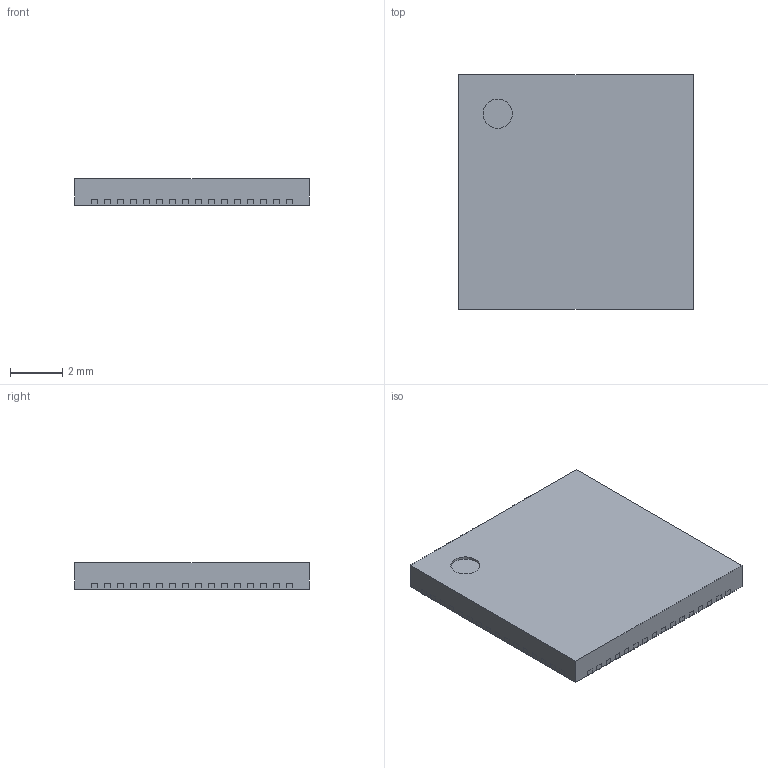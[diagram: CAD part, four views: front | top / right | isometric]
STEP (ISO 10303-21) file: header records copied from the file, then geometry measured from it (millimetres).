
FILE_DESCRIPTION(('Open CASCADE Model'),'2;1');
FILE_NAME('Open CASCADE Shape Model','2022-01-04T17:11:58',('Author'),( 'Open CASCADE'),'Open CASCADE STEP processor 6.8','Open CASCADE 6.8' ,'Unknown');
FILE_SCHEMA(('AUTOMOTIVE_DESIGN { 1 0 10303 214 1 1 1 1 }'));
Length unit declared in the file: millimetre
Products named in the file (7): UC_DSPIC33EPXXXGMX06_MR.step; Open CASCADE STEP translator 6.8 130.1; Body; Open CASCADE STEP translator 6.8 130.2.1; Thermal_Shape; Pin_Shape; Open CASCADE STEP translator 6.8 130.4.1
Assembly tree (69 placements, depth 3):
  UC_DSPIC33EPXXXGMX06_MR.step
    Open CASCADE STEP translator 6.8 130.1
    Body
      Open CASCADE STEP translator 6.8 130.2.1
    Thermal_Shape
    Pin_Shape  x64
      Open CASCADE STEP translator 6.8 130.4.1
Bounding box: 9 x 9 x 1 mm (x, y, z)
Volume: 81 mm3; surface area: 323.6 mm2
Topology: 66 solids, 67 shells, 912 faces, 1823 edges, 1045 vertices
Faces by surface type: plane 911, cylinder 1
Full cylindrical faces by diameter (mm): 1.125 x1
Entity records: 1410 total; most frequent: DIRECTION 262, CARTESIAN_POINT 196, ORIENTED_EDGE 117, AXIS2_PLACEMENT_3D 103, PRODUCT_DEFINITION_SHAPE 76, CONTEXT_DEPENDENT_SHAPE_REPRESENTATION 69, ITEM_DEFINED_TRANSFORMATION 69, NEXT_ASSEMBLY_USAGE_OCCURRENCE 69
